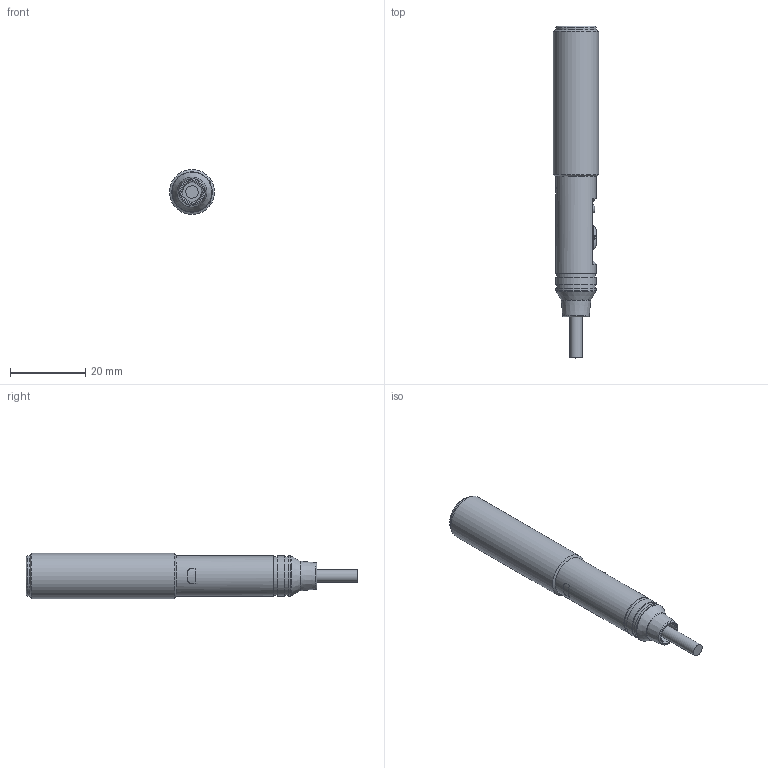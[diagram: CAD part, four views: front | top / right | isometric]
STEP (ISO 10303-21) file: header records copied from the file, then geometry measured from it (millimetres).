
FILE_DESCRIPTION(/* description */ (''),/* implementation_level */ '2;1');
FILE_NAME(/* name */ 'CA12CLC08BP.stp',/* time_stamp */ '2017-03-03T10:05:02+01:00',/* author */ ('tvb'),/* organization */ (''),/* preprocessor_version */ 'ST-DEVELOPER v16.1',/* originating_system */ 'Autodesk Inventor 2016',/* authorisation */ '');
FILE_SCHEMA (('AUTOMOTIVE_DESIGN { 1 0 10303 214 3 1 1 }'));
Length unit declared in the file: centimetre
Products named in the file (1): CA12CLC08BP
Bounding box: 12 x 88.35 x 12 mm (x, y, z)
Volume: 7493.8 mm3; surface area: 3437.3 mm2
Topology: 1 solids, 1 shells, 75 faces, 174 edges, 110 vertices
Faces by surface type: plane 27, cylinder 19, bspline 16, cone 7, torus 6
Full cylindrical faces by diameter (mm): 3.3 x1, 9 x1, 9.6 x1, 10.3 x2, 10.7 x4, 12 x1
Entity records: 3798 total; most frequent: CARTESIAN_POINT 2237, DIRECTION 297, ORIENTED_EDGE 290, EDGE_CURVE 145, AXIS2_PLACEMENT_3D 127, EDGE_LOOP 110, VERTEX_POINT 103, FACE_OUTER_BOUND 75
